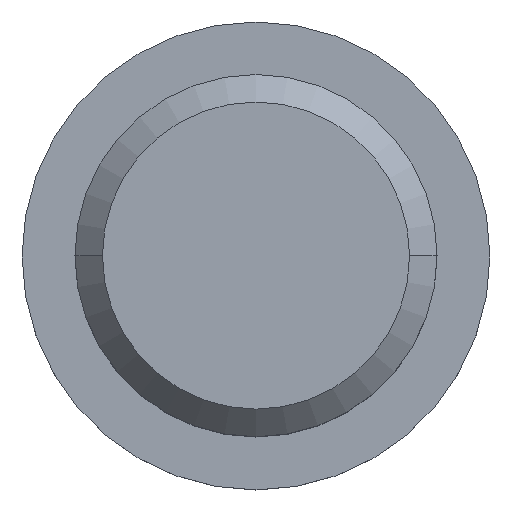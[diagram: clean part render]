
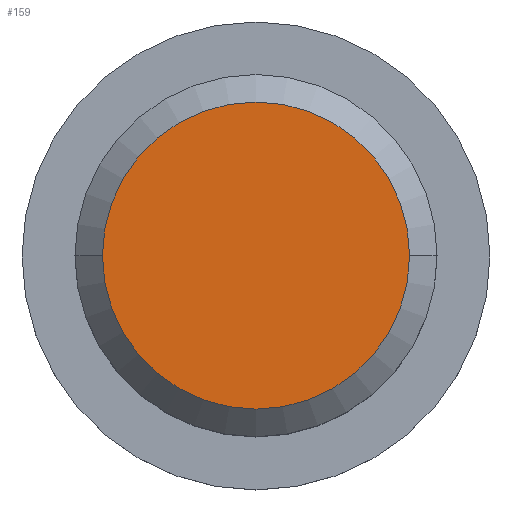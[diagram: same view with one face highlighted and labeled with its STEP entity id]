
A CAD part, top view. The second image highlights one B-rep face of the part: STEP entity #159.
In plain terms, the highlighted planar face has unit normal (0, 0, 1).
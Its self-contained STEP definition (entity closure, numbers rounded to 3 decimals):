
#136=CARTESIAN_POINT('Axis2P3D Location',(0.,0.,10.)) ;
#141=CARTESIAN_POINT('Axis2P3D Location',(0.,0.,10.)) ;
#145=CARTESIAN_POINT('Vertex',(-5.579,0.,10.)) ;
#147=CARTESIAN_POINT('Vertex',(5.579,0.,10.)) ;
#150=CARTESIAN_POINT('Axis2P3D Location',(0.,0.,10.)) ;
#137=DIRECTION('Axis2P3D Direction',(0.,0.,1.)) ;
#138=DIRECTION('Axis2P3D XDirection',(1.,0.,0.)) ;
#142=DIRECTION('Axis2P3D Direction',(0.,0.,1.)) ;
#151=DIRECTION('Axis2P3D Direction',(0.,0.,1.)) ;
#139=AXIS2_PLACEMENT_3D('Plane Axis2P3D',#136,#137,#138) ;
#143=AXIS2_PLACEMENT_3D('Circle Axis2P3D',#141,#142,$) ;
#152=AXIS2_PLACEMENT_3D('Circle Axis2P3D',#150,#151,$) ;
#156=ORIENTED_EDGE('',*,*,#149,.T.) ;
#157=ORIENTED_EDGE('',*,*,#154,.T.) ;
#159=ADVANCED_FACE('Corps principal',(#158),#140,.T.) ;
#144=CIRCLE('generated circle',#143,5.579) ;
#153=CIRCLE('generated circle',#152,5.579) ;
#149=EDGE_CURVE('',#146,#148,#144,.T.) ;
#154=EDGE_CURVE('',#148,#146,#153,.T.) ;
#155=EDGE_LOOP('',(#156,#157)) ;
#158=FACE_OUTER_BOUND('',#155,.T.) ;
#140=PLANE('',#139) ;
#146=VERTEX_POINT('',#145) ;
#148=VERTEX_POINT('',#147) ;
